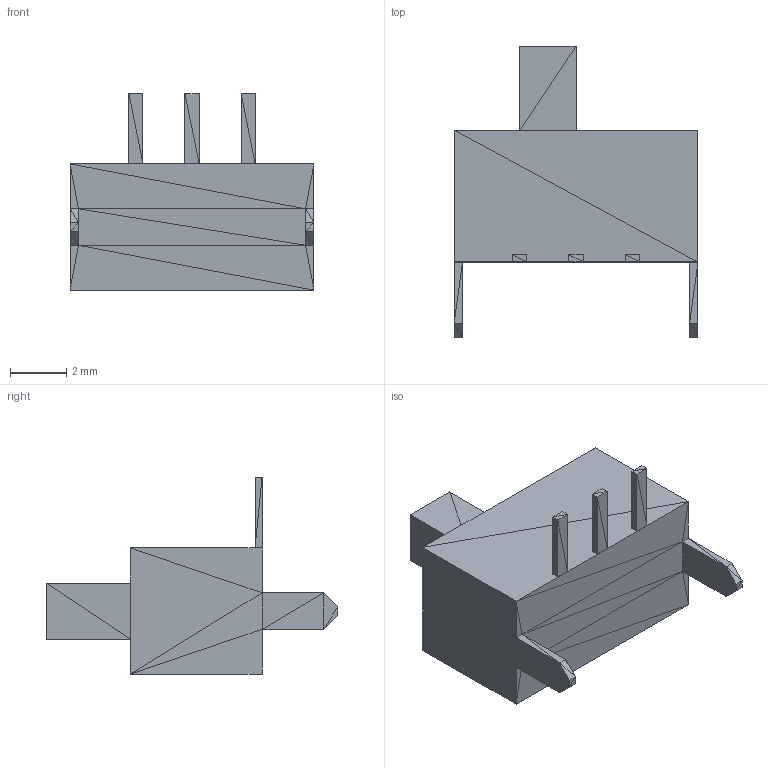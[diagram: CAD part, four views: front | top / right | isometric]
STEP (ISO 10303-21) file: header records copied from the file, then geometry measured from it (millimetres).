
FILE_DESCRIPTION(/* description */ (''),/* implementation_level */ '2;1');
FILE_NAME(/* name */ 'Slide_Switch_SPDT_8.6x5.6 v1.1.step',/* time_stamp */ '2020-10-30T17:36:20+08:00',/* author */ (''),/* organization */ (''),/* preprocessor_version */ 'ST-DEVELOPER v18.1',/* originating_system */ 'Autodesk Translation Framework v9.3.0.1241',/* authorisation */ '');
FILE_SCHEMA (('AUTOMOTIVE_DESIGN { 1 0 10303 214 3 1 1 }'));
Length unit declared in the file: millimetre
Products named in the file (1): Slide_Switch_SPDT_8.6x5.6
Bounding box: 8.7 x 10.4 x 7 mm (x, y, z)
Volume: 198.1 mm3; surface area: 273.5 mm2
Topology: 6 solids, 6 shells, 136 faces, 204 edges, 80 vertices
Faces by surface type: plane 136
Entity records: 2753 total; most frequent: DIRECTION 478, CARTESIAN_POINT 421, ORIENTED_EDGE 408, LINE 204, VECTOR 204, EDGE_CURVE 204, AXIS2_PLACEMENT_3D 137, FACE_OUTER_BOUND 136
